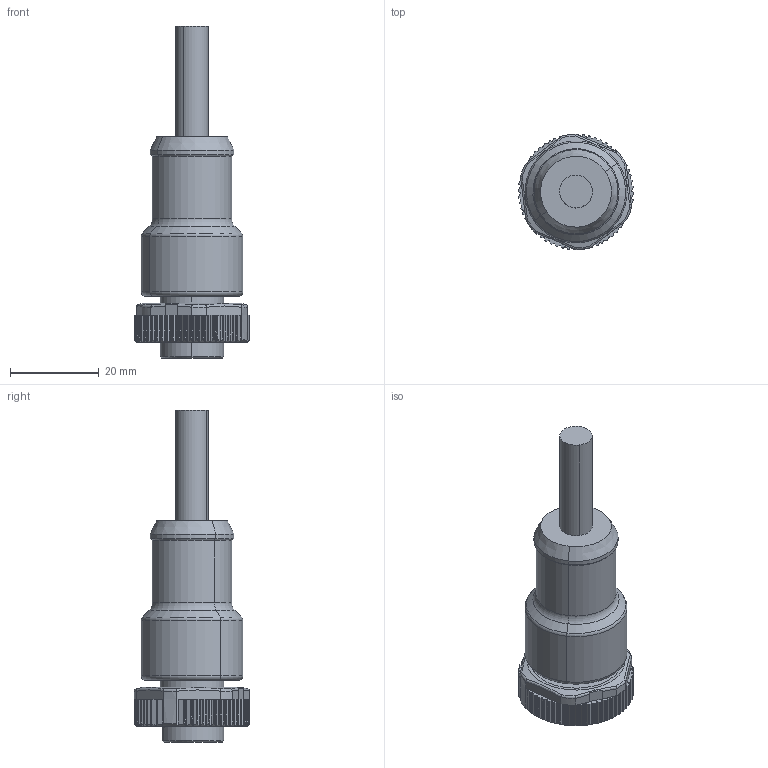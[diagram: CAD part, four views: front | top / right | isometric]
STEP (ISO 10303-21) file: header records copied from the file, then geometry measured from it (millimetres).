
FILE_DESCRIPTION(('CATIA V5 STEP Exchange','CAx-IF Rec.Pracs.--- Model Styling and Organization---1.4--- 2014-01-23'),'2;1');
FILE_NAME ('010735-2_0_1292101000_1292101000.stp','2022-02-16T06:02:04+00:00',('none'),('Weidmueller'),'CATIA Version 5-6 Release 2016 SP3 HF44','CATIA V5 STEP AP214','none');
FILE_SCHEMA(('AUTOMOTIVE_DESIGN { 1 0 10303 214 1 1 1 1 }'));
Length unit declared in the file: millimetre
Products named in the file (1): 1292101000
Bounding box: 26 x 26 x 74.9 mm (x, y, z)
Volume: 16659.3 mm3; surface area: 7485 mm2
Topology: 5 solids, 5 shells, 676 faces, 1847 edges, 1203 vertices
Faces by surface type: cylinder 356, plane 252, torus 34, cone 24, bspline 10
Entity records: 23365 total; most frequent: CARTESIAN_POINT 7734, ORIENTED_EDGE 3694, DIRECTION 2463, EDGE_CURVE 1847, VERTEX_POINT 1203, AXIS2_PLACEMENT_3D 1057, VECTOR 819, LINE 819
